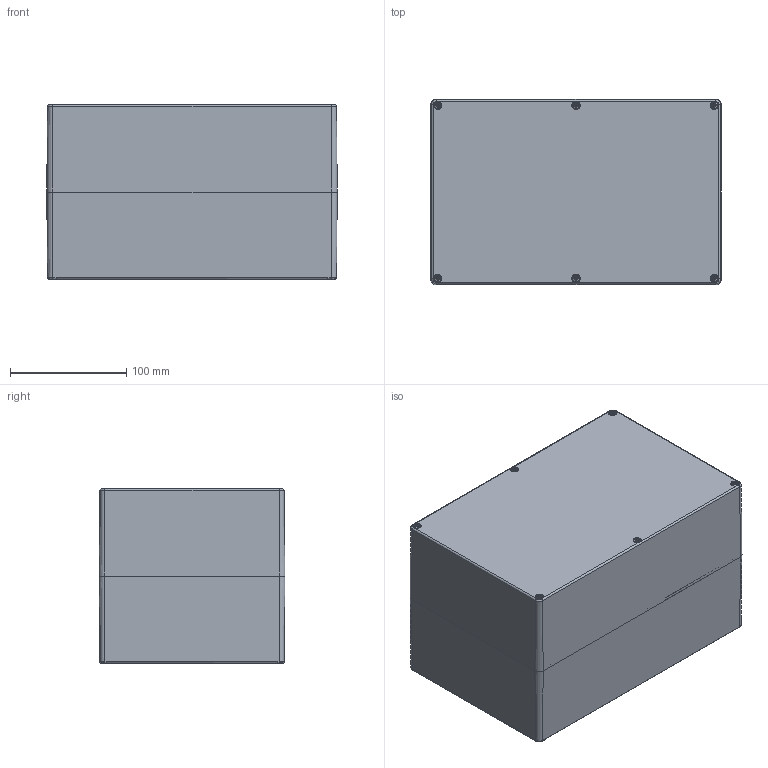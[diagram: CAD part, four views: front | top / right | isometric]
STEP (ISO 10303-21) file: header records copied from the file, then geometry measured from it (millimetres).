
FILE_DESCRIPTION (( 'STEP AP214' ), '1' );
FILE_NAME ('BBCC251615W.STEP', '2019-07-09T17:40:08', ( '' ), ( '' ), 'SwSTEP 2.0', 'SolidWorks 2018', '' );
FILE_SCHEMA (( 'AUTOMOTIVE_DESIGN' ));
Length unit declared in the file: inch
Products named in the file (1): BBCC251615W
Bounding box: 250 x 160 x 150.03 mm (x, y, z)
Volume: 778009.8 mm3; surface area: 455699.6 mm2
Topology: 15 solids, 15 shells, 2307 faces, 5642 edges, 3430 vertices
Faces by surface type: plane 907, cylinder 626, cone 546, bspline 226, torus 2
Full cylindrical faces by diameter (mm): 3.242 x6, 3.3 x6, 4 x6, 4.4 x6, 4.5 x6, 4.7 x4, 4.9 x6, 5.1 x6, 7 x6, 7.2 x12, 8.2 x6
Entity records: 108696 total; most frequent: CARTESIAN_POINT 27544, ORIENTED_EDGE 10776, DIRECTION 10344, EDGE_CURVE 5388, AXIS2_PLACEMENT_3D 4188, VERTEX_POINT 3352, EDGE_LOOP 2594, FACE_OUTER_BOUND 2425
